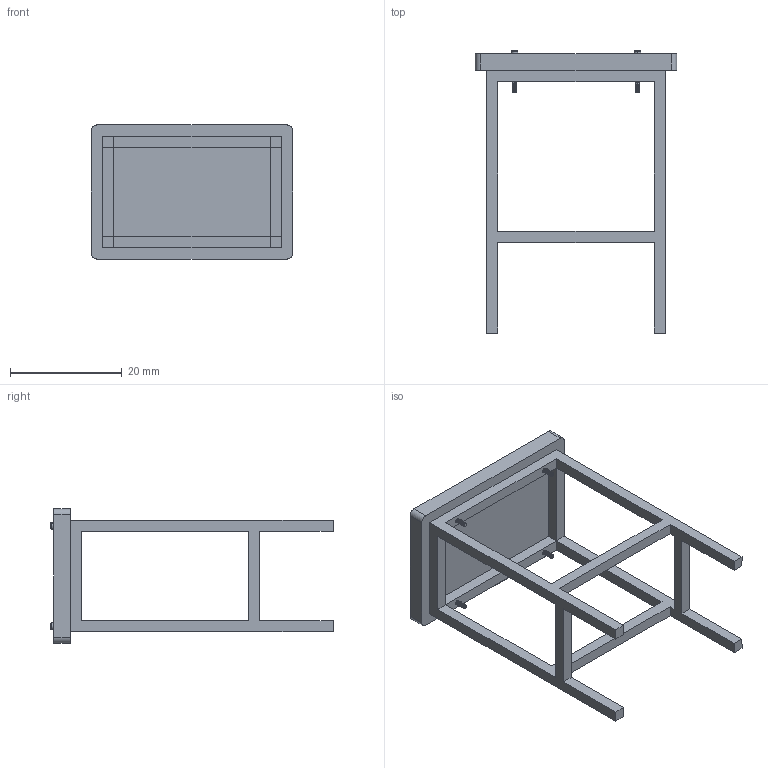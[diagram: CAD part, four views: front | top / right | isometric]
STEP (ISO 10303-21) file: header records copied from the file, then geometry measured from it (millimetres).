
FILE_DESCRIPTION (( 'STEP AP203' ), '1' );
FILE_NAME ('梊淥霧-脾赽.STEP', '2025-01-17T13:05:59', ( '' ), ( '' ), 'SwSTEP 2.0', 'SolidWorks 2024', '' );
FILE_SCHEMA (( 'CONFIG_CONTROL_DESIGN' ));
Length unit declared in the file: millimetre
Products named in the file (5): 螺丝帽; 赵振铭-凳子; 凳子下部; 凳面新; 螺丝
Assembly tree (10 placements, depth 2):
  赵振铭-凳子
    凳面新
    凳子下部
    螺丝帽  x4
    螺丝  x4
Bounding box: 36 x 50.5 x 24 mm (x, y, z)
Volume: 4049.5 mm3; surface area: 5101.7 mm2
Topology: 10 solids, 10 shells, 295 faces, 800 edges, 524 vertices
Faces by surface type: cylinder 180, plane 95, bspline 12, torus 8
Entity records: 6571 total; most frequent: CARTESIAN_POINT 2912, ORIENTED_EDGE 670, DIRECTION 576, EDGE_CURVE 335, VERTEX_POINT 218, LINE 200, VECTOR 200, AXIS2_PLACEMENT_3D 188
